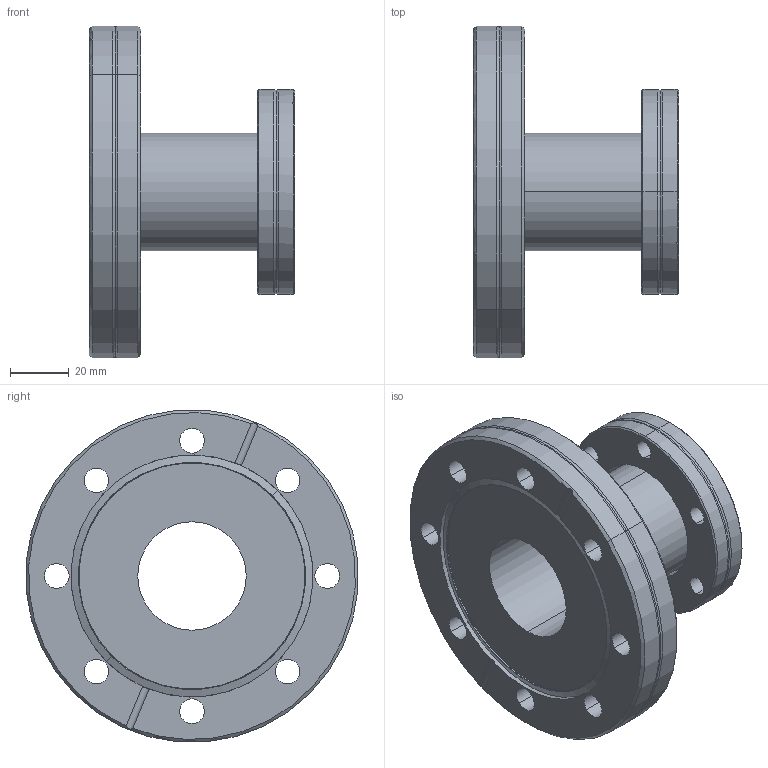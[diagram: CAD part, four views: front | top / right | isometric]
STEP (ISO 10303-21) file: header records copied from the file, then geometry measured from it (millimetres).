
FILE_DESCRIPTION (( 'STEP AP214' ), '1' );
FILE_NAME ('420RRG063-040.stp', '2017-05-31T08:45:50', ( '' ), ( '' ), 'SwSTEP 2.0', 'SolidWorks 2015', '' );
FILE_SCHEMA (( 'AUTOMOTIVE_DESIGN' ));
Length unit declared in the file: millimetre
Products named in the file (1): 420RRG063-040
Bounding box: 70 x 113.07 x 113.07 mm (x, y, z)
Volume: 182814.2 mm3; surface area: 54207.4 mm2
Topology: 1 solids, 2 shells, 101 faces, 244 edges, 151 vertices
Faces by surface type: cylinder 56, cone 19, torus 14, plane 12
Entity records: 4292 total; most frequent: CARTESIAN_POINT 613, DIRECTION 591, ORIENTED_EDGE 488, AXIS2_PLACEMENT_3D 257, EDGE_CURVE 244, CIRCLE 155, VERTEX_POINT 151, EDGE_LOOP 137
